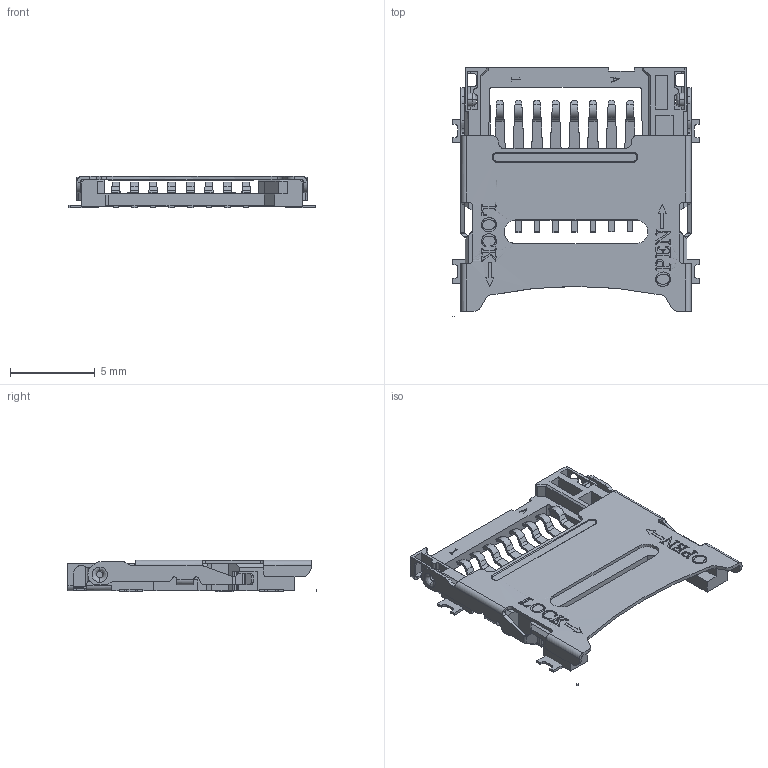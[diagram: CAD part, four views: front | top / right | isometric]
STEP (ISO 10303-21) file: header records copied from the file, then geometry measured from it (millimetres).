
FILE_DESCRIPTION (( 'STEP AP203' ), '1' );
FILE_NAME ('LCK-TF-102H1808-WLG.STEP', '2025-08-18T15:43:03', ( 'admin' ), ( '' ), 'SwSTEP 2.0', 'SolidWorks 2022', '' );
FILE_SCHEMA (( 'CONFIG_CONTROL_DESIGN' ));
Length unit declared in the file: millimetre
Products named in the file (4): 复件 新TK塑胶主体^新TK1.8.IGS; LCK-TF-102H1808-WLG; TK1.8.IGS; 复件 铁壳图^新TK1.8.IGS
Assembly tree (3 placements, depth 3):
  LCK-TF-102H1808-WLG
    TK1.8.IGS
      复件 新TK塑胶主体^新TK1.8.IGS
      复件 铁壳图^新TK1.8.IGS
Bounding box: 14.6 x 14.7 x 1.85 mm (x, y, z)
Surface area: 715.1 mm2 (no closed solid volume)
Topology: 0 solids, 36 shells, 1357 faces, 4084 edges, 2760 vertices
Faces by surface type: bspline 1357
Entity records: 53170 total; most frequent: CARTESIAN_POINT 29186, ORIENTED_EDGE 7850, EDGE_CURVE 4084, B_SPLINE_CURVE_WITH_KNOTS 3843, VERTEX_POINT 2760, EDGE_LOOP 1388, ADVANCED_FACE 1357, FACE_OUTER_BOUND 1357
